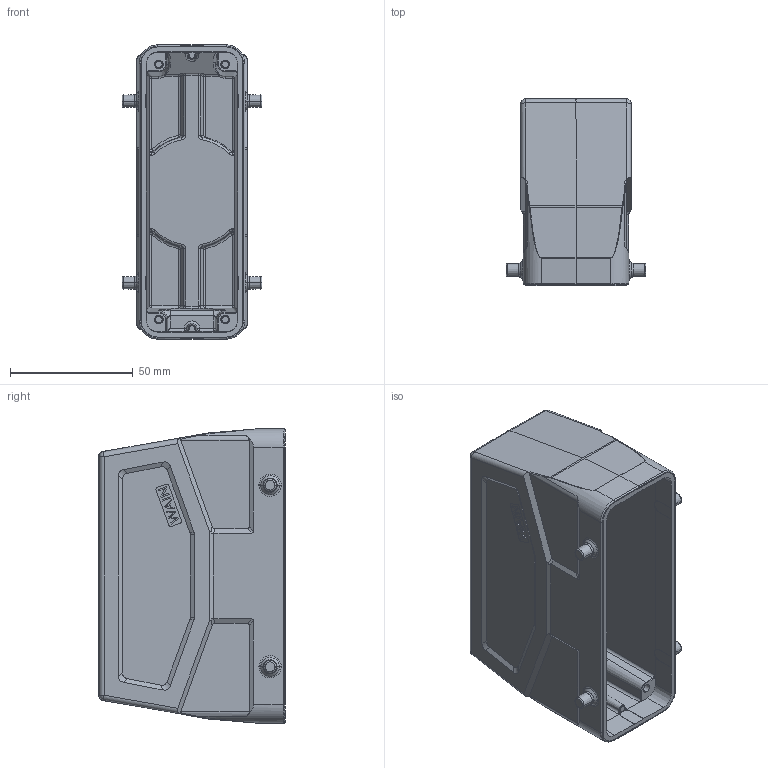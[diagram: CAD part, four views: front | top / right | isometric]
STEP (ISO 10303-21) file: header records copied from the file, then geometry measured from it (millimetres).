
FILE_DESCRIPTION((''),'2;1');
FILE_NAME('3D_1111245305003_W24B-SEH-4B-PG','2023-12-08T',('p.yu'),(''),'PRO/ENGINEER BY PARAMETRIC TECHNOLOGY CORPORATION, 2012480','PRO/ENGINEER BY PARAMETRIC TECHNOLOGY CORPORATION, 2012480','');
FILE_SCHEMA(('CONFIG_CONTROL_DESIGN'));
Length unit declared in the file: millimetre
Products named in the file (1): 3D_1111245305003_W24B-SEH-4B-PG
Bounding box: 57 x 76 x 120 mm (x, y, z)
Volume: 99439.4 mm3; surface area: 53082.6 mm2
Topology: 1 solids, 1 shells, 558 faces, 1479 edges, 928 vertices
Faces by surface type: plane 226, cylinder 153, bspline 58, torus 48, cone 30, sphere 23, extrusion 20
Entity records: 20779 total; most frequent: CARTESIAN_POINT 7560, ORIENTED_EDGE 2912, DIRECTION 2525, EDGE_CURVE 1456, VERTEX_POINT 928, AXIS2_PLACEMENT_3D 887, VECTOR 751, LINE 731
